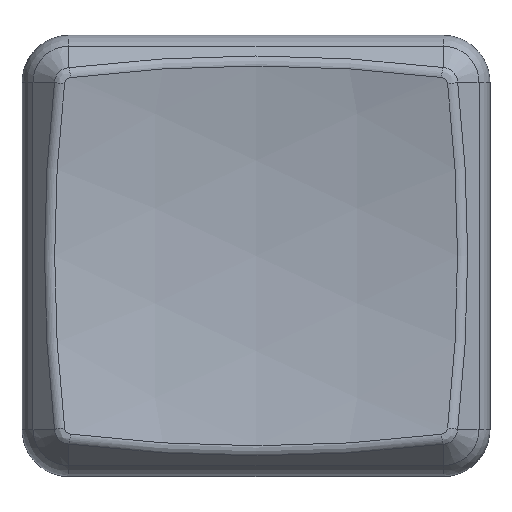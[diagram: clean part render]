
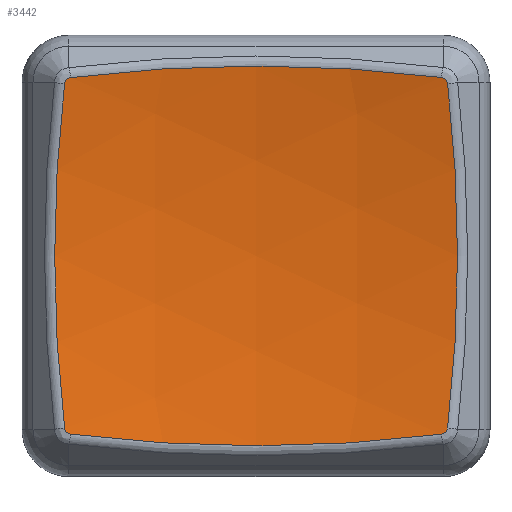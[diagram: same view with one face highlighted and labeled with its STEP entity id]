
A CAD part, top view. The second image highlights one B-rep face of the part: STEP entity #3442.
In plain terms, the highlighted spherical face has radius 41.615 mm.
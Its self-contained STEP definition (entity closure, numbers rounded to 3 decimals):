
#142=SPHERICAL_SURFACE('',#3687,41.615);
#703=B_SPLINE_CURVE_WITH_KNOTS('',3,(#5173,#5174,#5175,#5176,#5177),
 .UNSPECIFIED.,.F.,.F.,(4,1,4),(0.,0.02,0.036),
 .UNSPECIFIED.);
#705=B_SPLINE_CURVE_WITH_KNOTS('',3,(#5217,#5218,#5219,#5220,#5221),
 .UNSPECIFIED.,.F.,.F.,(4,1,4),(0.,0.021,
0.037),.UNSPECIFIED.);
#707=B_SPLINE_CURVE_WITH_KNOTS('',3,(#5261,#5262,#5263,#5264,#5265),
 .UNSPECIFIED.,.F.,.F.,(4,1,4),(0.,0.016,0.037),
 .UNSPECIFIED.);
#709=B_SPLINE_CURVE_WITH_KNOTS('',3,(#5302,#5303,#5304,#5305,#5306),
 .UNSPECIFIED.,.F.,.F.,(4,1,4),(0.,0.015,
0.036),.UNSPECIFIED.);
#778=FACE_OUTER_BOUND('',#986,.T.);
#986=EDGE_LOOP('',(#2240,#2241,#2242,#2243,#2244,#2245,#2246,#2247));
#1189=CIRCLE('',#3663,36.192);
#1195=CIRCLE('',#3670,35.965);
#1199=CIRCLE('',#3675,36.174);
#1203=CIRCLE('',#3680,35.965);
#1393=VERTEX_POINT('',#5133);
#1394=VERTEX_POINT('',#5135);
#1396=VERTEX_POINT('',#5165);
#1398=VERTEX_POINT('',#5179);
#1400=VERTEX_POINT('',#5209);
#1402=VERTEX_POINT('',#5223);
#1404=VERTEX_POINT('',#5253);
#1406=VERTEX_POINT('',#5267);
#1693=EDGE_CURVE('',#1393,#1394,#1189,.T.);
#1698=EDGE_CURVE('',#1394,#1396,#703,.T.);
#1701=EDGE_CURVE('',#1396,#1398,#1195,.T.);
#1704=EDGE_CURVE('',#1398,#1400,#705,.T.);
#1707=EDGE_CURVE('',#1400,#1402,#1199,.T.);
#1710=EDGE_CURVE('',#1402,#1404,#707,.T.);
#1713=EDGE_CURVE('',#1404,#1406,#1203,.T.);
#1715=EDGE_CURVE('',#1406,#1393,#709,.T.);
#2240=ORIENTED_EDGE('',*,*,#1693,.F.);
#2241=ORIENTED_EDGE('',*,*,#1715,.F.);
#2242=ORIENTED_EDGE('',*,*,#1713,.F.);
#2243=ORIENTED_EDGE('',*,*,#1710,.F.);
#2244=ORIENTED_EDGE('',*,*,#1707,.F.);
#2245=ORIENTED_EDGE('',*,*,#1704,.F.);
#2246=ORIENTED_EDGE('',*,*,#1701,.F.);
#2247=ORIENTED_EDGE('',*,*,#1698,.F.);
#3442=ADVANCED_FACE('',(#778),#142,.F.);
#3663=AXIS2_PLACEMENT_3D('',#5136,#4076,#4077);
#3670=AXIS2_PLACEMENT_3D('',#5183,#4090,#4091);
#3675=AXIS2_PLACEMENT_3D('',#5227,#4100,#4101);
#3680=AXIS2_PLACEMENT_3D('',#5271,#4110,#4111);
#3687=AXIS2_PLACEMENT_3D('',#5325,#4131,#4132);
#4076=DIRECTION('center_axis',(0.766,0.,-0.643));
#4077=DIRECTION('ref_axis',(-0.643,0.,-0.766));
#4090=DIRECTION('center_axis',(0.,-0.766,
-0.643));
#4091=DIRECTION('ref_axis',(-0.001,0.643,-0.766));
#4100=DIRECTION('center_axis',(-0.766,0.,
-0.643));
#4101=DIRECTION('ref_axis',(0.643,0.,-0.766));
#4110=DIRECTION('center_axis',(0.,0.766,-0.643));
#4111=DIRECTION('ref_axis',(-0.001,-0.643,-0.766));
#4131=DIRECTION('center_axis',(1.,0.,0.));
#4132=DIRECTION('ref_axis',(0.,-1.,0.));
#5133=CARTESIAN_POINT('',(-7.139,-6.413,3.996));
#5135=CARTESIAN_POINT('',(-7.139,6.413,3.996));
#5136=CARTESIAN_POINT('Origin',(15.756,0.,31.282));
#5165=CARTESIAN_POINT('',(-6.908,6.646,3.994));
#5173=CARTESIAN_POINT('Ctrl Pts',(-7.139,6.413,3.996));
#5174=CARTESIAN_POINT('Ctrl Pts',(-7.132,6.48,4.005));
#5175=CARTESIAN_POINT('Ctrl Pts',(-7.071,6.592,4.013));
#5176=CARTESIAN_POINT('Ctrl Pts',(-6.958,6.64,4.001));
#5177=CARTESIAN_POINT('Ctrl Pts',(-6.908,6.646,3.994));
#5179=CARTESIAN_POINT('',(6.909,6.651,3.987));
#5183=CARTESIAN_POINT('Origin',(0.021,-16.038,31.028));
#5209=CARTESIAN_POINT('',(7.145,6.413,3.99));
#5217=CARTESIAN_POINT('Ctrl Pts',(6.909,6.651,3.987));
#5218=CARTESIAN_POINT('Ctrl Pts',(6.977,6.643,3.998));
#5219=CARTESIAN_POINT('Ctrl Pts',(7.09,6.581,4.007));
#5220=CARTESIAN_POINT('Ctrl Pts',(7.139,6.464,3.997));
#5221=CARTESIAN_POINT('Ctrl Pts',(7.145,6.413,3.99));
#5223=CARTESIAN_POINT('',(7.145,-6.413,3.99));
#5227=CARTESIAN_POINT('Origin',(-15.739,0.,
31.262));
#5253=CARTESIAN_POINT('',(6.909,-6.651,3.987));
#5261=CARTESIAN_POINT('Ctrl Pts',(7.145,-6.413,3.99));
#5262=CARTESIAN_POINT('Ctrl Pts',(7.139,-6.464,3.997));
#5263=CARTESIAN_POINT('Ctrl Pts',(7.09,-6.581,4.007));
#5264=CARTESIAN_POINT('Ctrl Pts',(6.977,-6.643,3.998));
#5265=CARTESIAN_POINT('Ctrl Pts',(6.909,-6.651,3.987));
#5267=CARTESIAN_POINT('',(-6.908,-6.646,3.994));
#5271=CARTESIAN_POINT('Origin',(0.021,16.038,31.028));
#5302=CARTESIAN_POINT('Ctrl Pts',(-6.908,-6.646,3.994));
#5303=CARTESIAN_POINT('Ctrl Pts',(-6.958,-6.64,4.001));
#5304=CARTESIAN_POINT('Ctrl Pts',(-7.071,-6.592,4.013));
#5305=CARTESIAN_POINT('Ctrl Pts',(-7.132,-6.48,4.005));
#5306=CARTESIAN_POINT('Ctrl Pts',(-7.139,-6.413,3.996));
#5325=CARTESIAN_POINT('Origin',(0.021,0.,44.486));
